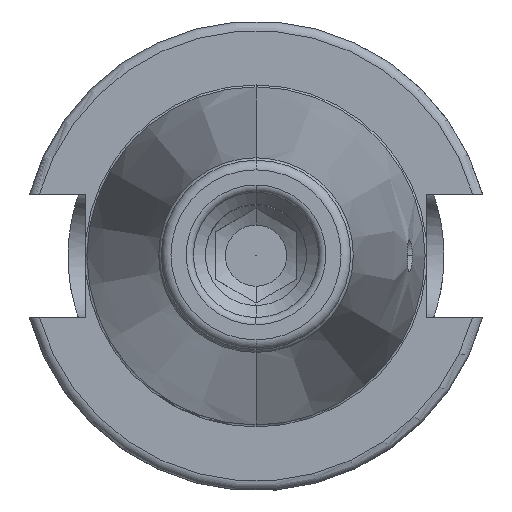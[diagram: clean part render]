
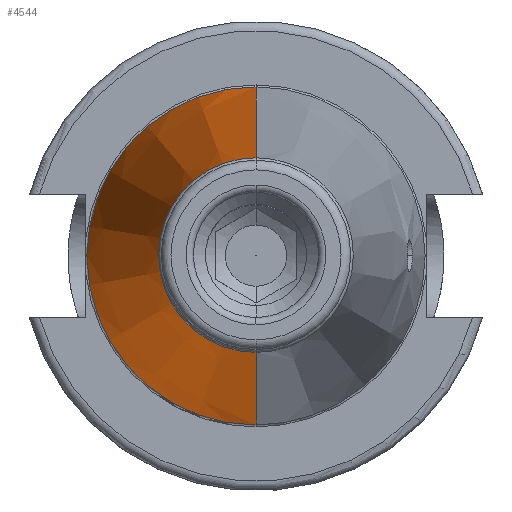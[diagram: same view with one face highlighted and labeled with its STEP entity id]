
A CAD part, top view. The second image highlights one B-rep face of the part: STEP entity #4544.
In plain terms, the highlighted conical face has half-angle 8.297 degrees and reference radius 27.65 mm.
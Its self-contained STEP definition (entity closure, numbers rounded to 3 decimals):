
#1494=DIRECTION('',(0,-0.144,0.99));
#1495=VECTOR('',#1494,103.254);
#1496=CARTESIAN_POINT('',(0,35.1,14));
#1497=LINE('',#1496,#1495);
#1498=DIRECTION('',(0,0.144,0.99));
#1499=VECTOR('',#1498,103.254);
#1500=CARTESIAN_POINT('',(0,-35.1,14));
#1501=LINE('',#1500,#1499);
#1502=CARTESIAN_POINT('',(0,0,14));
#1503=DIRECTION('',(0,0,1));
#1504=DIRECTION('',(0,1,0));
#1505=AXIS2_PLACEMENT_3D('',#1502,#1503,#1504);
#1571=CARTESIAN_POINT('',(0,0,116.173));
#1572=DIRECTION('',(0,0,1));
#1573=DIRECTION('',(0,1,0));
#1574=AXIS2_PLACEMENT_3D('',#1571,#1572,#1573);
#2259=CARTESIAN_POINT('',(0,35.1,14));
#2260=VERTEX_POINT('',#2259);
#2261=CARTESIAN_POINT('',(0,20.2,116.173));
#2262=VERTEX_POINT('',#2261);
#2299=CARTESIAN_POINT('',(0,-35.1,14));
#2300=VERTEX_POINT('',#2299);
#2301=CARTESIAN_POINT('',(0,-20.2,116.173));
#2302=VERTEX_POINT('',#2301);
#4530=CARTESIAN_POINT('',(0,0,65.087));
#4531=DIRECTION('',(0,0,-1));
#4532=DIRECTION('',(0,-1,0));
#4533=AXIS2_PLACEMENT_3D('',#4530,#4531,#4532);
#4534=CONICAL_SURFACE('',#4533,27.65,8.297);
#4536=ORIENTED_EDGE('',*,*,#4535,.T.);
#4538=ORIENTED_EDGE('',*,*,#4537,.T.);
#4540=ORIENTED_EDGE('',*,*,#4539,.F.);
#4541=ORIENTED_EDGE('',*,*,#4523,.F.);
#4542=EDGE_LOOP('',(#4536,#4538,#4540,#4541));
#4543=FACE_OUTER_BOUND('',#4542,.F.);
#4544=ADVANCED_FACE('',(#4543),#4534,.T.);
#1506=CIRCLE('',#1505,35.1);
#1575=CIRCLE('',#1574,20.2);
#4523=EDGE_CURVE('',#2260,#2300,#1506,.T.);
#4535=EDGE_CURVE('',#2260,#2262,#1497,.T.);
#4537=EDGE_CURVE('',#2262,#2302,#1575,.T.);
#4539=EDGE_CURVE('',#2300,#2302,#1501,.T.);
